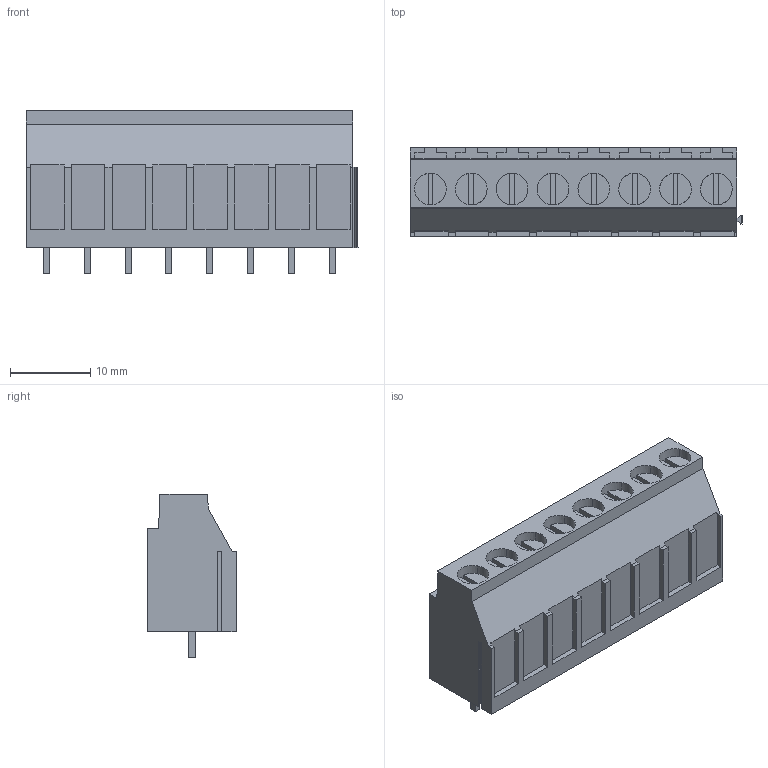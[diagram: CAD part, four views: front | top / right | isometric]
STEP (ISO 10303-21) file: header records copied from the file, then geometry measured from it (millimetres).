
FILE_DESCRIPTION(('CATIA V5 STEP Exchange','CAx-IF Rec.Pracs.--- Model Styling and Organization---1.4--- 2014-01-23'),'2;1');
FILE_NAME ('D1446292_0_1001890000_1001890000.stp','2019-02-28T09:02:34+00:00',('none'),('Weidmueller'),'CATIA Version 5-6 Release 2016 SP3 HF44','CATIA V5 STEP AP214','none');
FILE_SCHEMA(('AUTOMOTIVE_DESIGN { 1 0 10303 214 1 1 1 1 }'));
Length unit declared in the file: millimetre
Products named in the file (1): 1001890000
Bounding box: 41.29 x 11 x 20.3 mm (x, y, z)
Volume: 5904.9 mm3; surface area: 3596.4 mm2
Topology: 1 solids, 1 shells, 379 faces, 1019 edges, 674 vertices
Faces by surface type: plane 363, cylinder 16
Entity records: 11468 total; most frequent: CARTESIAN_POINT 2217, ORIENTED_EDGE 2038, DIRECTION 1483, EDGE_CURVE 1019, VECTOR 955, LINE 955, VERTEX_POINT 674, EDGE_LOOP 411
